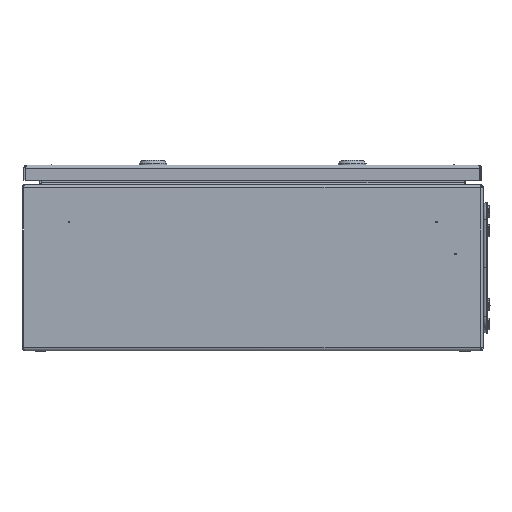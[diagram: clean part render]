
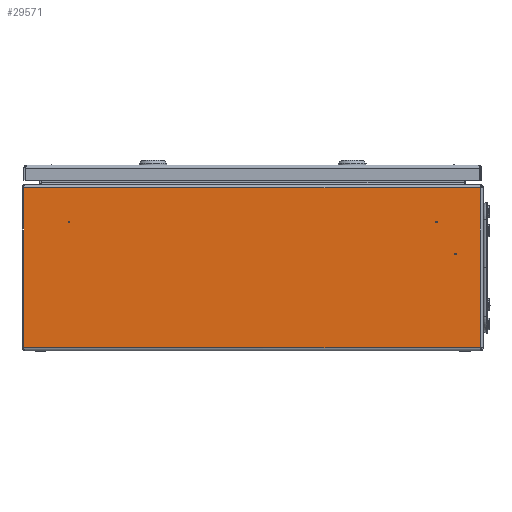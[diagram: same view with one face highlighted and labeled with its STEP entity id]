
A CAD part, left-side view. The second image highlights one B-rep face of the part: STEP entity #29571.
In plain terms, the highlighted planar face has unit normal (-1, 0, 0).
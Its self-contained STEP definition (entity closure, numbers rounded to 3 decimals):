
#1605 = VERTEX_POINT ( 'NONE', #87365 ) ;
#1694 = EDGE_CURVE ( 'NONE', #59085, #89796, #104088, .T. ) ;
#2079 = DIRECTION ( 'NONE',  ( 0., 0., -1. ) ) ;
#4244 = VECTOR ( 'NONE', #105855, 1000. ) ;
#5298 = ORIENTED_EDGE ( 'NONE', *, *, #90328, .T. ) ;
#5746 = DIRECTION ( 'NONE',  ( 0., 0., -1. ) ) ;
#5782 = DIRECTION ( 'NONE',  ( 0., 0., -1. ) ) ;
#6290 = EDGE_LOOP ( 'NONE', ( #22717, #33165 ) ) ;
#7641 = VERTEX_POINT ( 'NONE', #12375 ) ;
#8614 = DIRECTION ( 'NONE',  ( 0., 0., 1. ) ) ;
#10637 = VERTEX_POINT ( 'NONE', #51567 ) ;
#12375 = CARTESIAN_POINT ( 'NONE',  ( -150., 199., 138.717 ) ) ;
#12994 = VERTEX_POINT ( 'NONE', #40571 ) ;
#13712 = VERTEX_POINT ( 'NONE', #18276 ) ;
#14079 = CARTESIAN_POINT ( 'NONE',  ( -150., -246.6, 176.6 ) ) ;
#15308 = EDGE_CURVE ( 'NONE', #10637, #102337, #87730, .T. ) ;
#16066 = EDGE_LOOP ( 'NONE', ( #70944, #62673 ) ) ;
#16905 = DIRECTION ( 'NONE',  ( -1., 0., 0. ) ) ;
#17458 = AXIS2_PLACEMENT_3D ( 'NONE', #39765, #16905, #48034 ) ;
#17984 = AXIS2_PLACEMENT_3D ( 'NONE', #51119, #18198, #2079 ) ;
#18198 = DIRECTION ( 'NONE',  ( -1., 0., 0. ) ) ;
#18276 = CARTESIAN_POINT ( 'NONE',  ( -150., -199., 140.483 ) ) ;
#19632 = LINE ( 'NONE', #77366, #38797 ) ;
#20771 = AXIS2_PLACEMENT_3D ( 'NONE', #61815, #76857, #77561 ) ;
#21152 = VECTOR ( 'NONE', #81195, 1000. ) ;
#22717 = ORIENTED_EDGE ( 'NONE', *, *, #100568, .F. ) ;
#23879 = CARTESIAN_POINT ( 'NONE',  ( -150., -250., 3.4 ) ) ;
#24013 = VERTEX_POINT ( 'NONE', #14079 ) ;
#24310 = DIRECTION ( 'NONE',  ( 0., 0., -1. ) ) ;
#24386 = EDGE_LOOP ( 'NONE', ( #90533, #89437, #5298, #50687 ) ) ;
#25994 = CARTESIAN_POINT ( 'NONE',  ( -150., -219.117, 105. ) ) ;
#28912 = FACE_BOUND ( 'NONE', #84997, .T. ) ;
#29571 = ADVANCED_FACE ( 'NONE', ( #28912, #51950, #100721, #89177 ), #74442, .F. ) ;
#33165 = ORIENTED_EDGE ( 'NONE', *, *, #71608, .F. ) ;
#38696 = LINE ( 'NONE', #88981, #4244 ) ;
#38797 = VECTOR ( 'NONE', #102433, 1000. ) ;
#39367 = CARTESIAN_POINT ( 'NONE',  ( -150., 248.246, 176.6 ) ) ;
#39541 = EDGE_CURVE ( 'NONE', #102337, #60429, #97797, .T. ) ;
#39765 = CARTESIAN_POINT ( 'NONE',  ( -150., 199., 139.6 ) ) ;
#40571 = CARTESIAN_POINT ( 'NONE',  ( -150., 199., 140.483 ) ) ;
#41306 = EDGE_CURVE ( 'NONE', #12994, #7641, #81071, .T. ) ;
#44273 = CARTESIAN_POINT ( 'NONE',  ( -150., 248.246, 176.6 ) ) ;
#45167 = CIRCLE ( 'NONE', #20771, 0.883 ) ;
#45710 = ORIENTED_EDGE ( 'NONE', *, *, #72683, .F. ) ;
#46564 = CARTESIAN_POINT ( 'NONE',  ( -150., -199., 139.6 ) ) ;
#47836 = DIRECTION ( 'NONE',  ( 0., 0., -1. ) ) ;
#48034 = DIRECTION ( 'NONE',  ( 0., 0., -1. ) ) ;
#50687 = ORIENTED_EDGE ( 'NONE', *, *, #39541, .F. ) ;
#51119 = CARTESIAN_POINT ( 'NONE',  ( -150., -199., 139.6 ) ) ;
#51567 = CARTESIAN_POINT ( 'NONE',  ( -150., -246.6, 3.4 ) ) ;
#51950 = FACE_BOUND ( 'NONE', #6290, .T. ) ;
#52620 = CIRCLE ( 'NONE', #83237, 0.883 ) ;
#55863 = DIRECTION ( 'NONE',  ( -1., 0., 0. ) ) ;
#56886 = DIRECTION ( 'NONE',  ( 1., 0., 0. ) ) ;
#59085 = VERTEX_POINT ( 'NONE', #25994 ) ;
#60429 = VERTEX_POINT ( 'NONE', #44273 ) ;
#61744 = EDGE_CURVE ( 'NONE', #24013, #10637, #19632, .T. ) ;
#61815 = CARTESIAN_POINT ( 'NONE',  ( -150., -220., 105. ) ) ;
#62536 = EDGE_CURVE ( 'NONE', #7641, #12994, #86192, .T. ) ;
#62673 = ORIENTED_EDGE ( 'NONE', *, *, #62536, .F. ) ;
#64520 = VECTOR ( 'NONE', #8614, 1000. ) ;
#64705 = CARTESIAN_POINT ( 'NONE',  ( -150., 199., 139.6 ) ) ;
#67032 = ORIENTED_EDGE ( 'NONE', *, *, #1694, .F. ) ;
#70944 = ORIENTED_EDGE ( 'NONE', *, *, #41306, .F. ) ;
#71608 = EDGE_CURVE ( 'NONE', #1605, #13712, #94183, .T. ) ;
#72348 = DIRECTION ( 'NONE',  ( -1., 0., 0. ) ) ;
#72683 = EDGE_CURVE ( 'NONE', #89796, #59085, #45167, .T. ) ;
#73793 = AXIS2_PLACEMENT_3D ( 'NONE', #64705, #105556, #47836 ) ;
#74442 = PLANE ( 'NONE',  #80654 ) ;
#76857 = DIRECTION ( 'NONE',  ( -1., 0., 0. ) ) ;
#77366 = CARTESIAN_POINT ( 'NONE',  ( -150., -246.6, 194.992 ) ) ;
#77561 = DIRECTION ( 'NONE',  ( 0., 0., -1. ) ) ;
#80654 = AXIS2_PLACEMENT_3D ( 'NONE', #90211, #56886, #24310 ) ;
#80949 = CARTESIAN_POINT ( 'NONE',  ( -150., -220., 105. ) ) ;
#81071 = CIRCLE ( 'NONE', #17458, 0.883 ) ;
#81195 = DIRECTION ( 'NONE',  ( 0., 1., 0. ) ) ;
#83237 = AXIS2_PLACEMENT_3D ( 'NONE', #46564, #55863, #5782 ) ;
#83312 = CARTESIAN_POINT ( 'NONE',  ( -150., 248.246, 3.4 ) ) ;
#84997 = EDGE_LOOP ( 'NONE', ( #67032, #45710 ) ) ;
#86192 = CIRCLE ( 'NONE', #73793, 0.883 ) ;
#86876 = AXIS2_PLACEMENT_3D ( 'NONE', #80949, #72348, #5746 ) ;
#87365 = CARTESIAN_POINT ( 'NONE',  ( -150., -199., 138.717 ) ) ;
#87730 = LINE ( 'NONE', #23879, #21152 ) ;
#88981 = CARTESIAN_POINT ( 'NONE',  ( -150., -250., 176.6 ) ) ;
#89177 = FACE_OUTER_BOUND ( 'NONE', #24386, .T. ) ;
#89437 = ORIENTED_EDGE ( 'NONE', *, *, #61744, .F. ) ;
#89796 = VERTEX_POINT ( 'NONE', #92393 ) ;
#90211 = CARTESIAN_POINT ( 'NONE',  ( -150., -250., 176.6 ) ) ;
#90328 = EDGE_CURVE ( 'NONE', #24013, #60429, #38696, .T. ) ;
#90533 = ORIENTED_EDGE ( 'NONE', *, *, #15308, .F. ) ;
#92393 = CARTESIAN_POINT ( 'NONE',  ( -150., -220.883, 105. ) ) ;
#94183 = CIRCLE ( 'NONE', #17984, 0.883 ) ;
#97797 = LINE ( 'NONE', #39367, #64520 ) ;
#100568 = EDGE_CURVE ( 'NONE', #13712, #1605, #52620, .T. ) ;
#100721 = FACE_BOUND ( 'NONE', #16066, .T. ) ;
#102337 = VERTEX_POINT ( 'NONE', #83312 ) ;
#102433 = DIRECTION ( 'NONE',  ( 0., 0., -1. ) ) ;
#104088 = CIRCLE ( 'NONE', #86876, 0.883 ) ;
#105556 = DIRECTION ( 'NONE',  ( -1., 0., 0. ) ) ;
#105855 = DIRECTION ( 'NONE',  ( 0., 1., 0. ) ) ;
